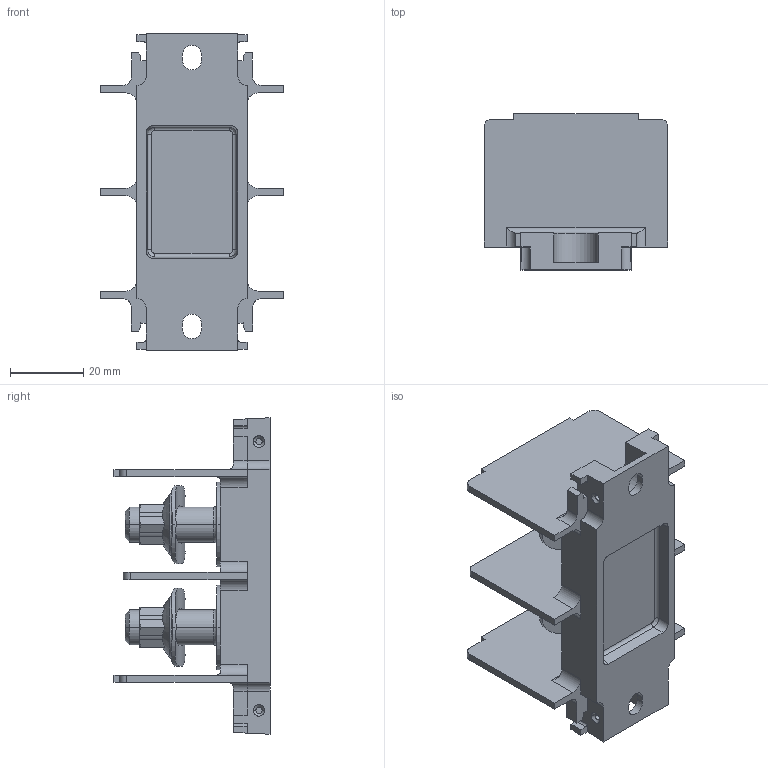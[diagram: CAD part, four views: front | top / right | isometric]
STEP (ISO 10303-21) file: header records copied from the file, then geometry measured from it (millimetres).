
FILE_DESCRIPTION((''),'2;1');
FILE_NAME('32408024002','2020-07-06T',('presta_be4'),(''),'CREO PARAMETRIC BY PTC INC, 2018360','CREO PARAMETRIC BY PTC INC, 2018360','');
FILE_SCHEMA(('CONFIG_CONTROL_DESIGN'));
Length unit declared in the file: millimetre
Products named in the file (1): 32408024002
Bounding box: 50 x 42.5 x 86.2 mm (x, y, z)
Volume: 40430.7 mm3; surface area: 22021.2 mm2
Topology: 1 solids, 1 shells, 299 faces, 828 edges, 536 vertices
Faces by surface type: plane 155, cylinder 96, cone 32, torus 8, bspline 8
Entity records: 11076 total; most frequent: CARTESIAN_POINT 3565, ORIENTED_EDGE 1640, DIRECTION 1446, EDGE_CURVE 820, VERTEX_POINT 536, VECTOR 492, LINE 492, AXIS2_PLACEMENT_3D 477
